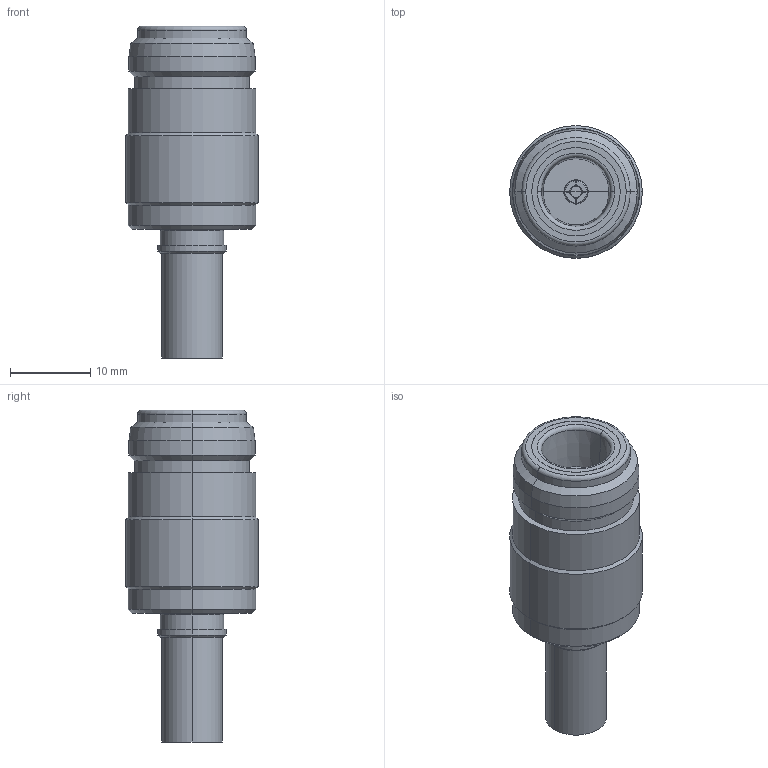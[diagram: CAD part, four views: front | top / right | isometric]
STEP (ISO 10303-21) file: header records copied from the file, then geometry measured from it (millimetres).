
FILE_DESCRIPTION (( 'STEP AP214' ), '1' );
FILE_NAME ('J01021B0117.STEP', '2018-11-20T10:34:51', ( '' ), ( '' ), 'SwSTEP 2.0', 'SolidWorks 2017', '' );
FILE_SCHEMA (( 'AUTOMOTIVE_DESIGN' ));
Length unit declared in the file: millimetre
Products named in the file (1): J01021B0117
Bounding box: 16.5 x 16.5 x 41.3 mm (x, y, z)
Volume: 5031.7 mm3; surface area: 2889 mm2
Topology: 1 solids, 2 shells, 100 faces, 216 edges, 129 vertices
Faces by surface type: cylinder 38, cone 34, plane 22, torus 6
Entity records: 3830 total; most frequent: CARTESIAN_POINT 576, DIRECTION 486, ORIENTED_EDGE 428, EDGE_CURVE 214, AXIS2_PLACEMENT_3D 203, VERTEX_POINT 129, EDGE_LOOP 113, CIRCLE 102
